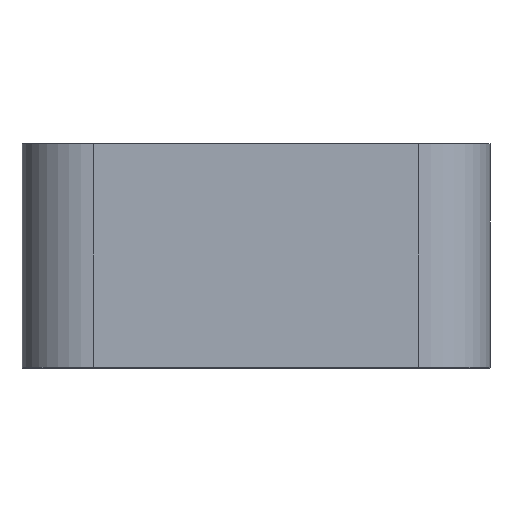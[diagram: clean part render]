
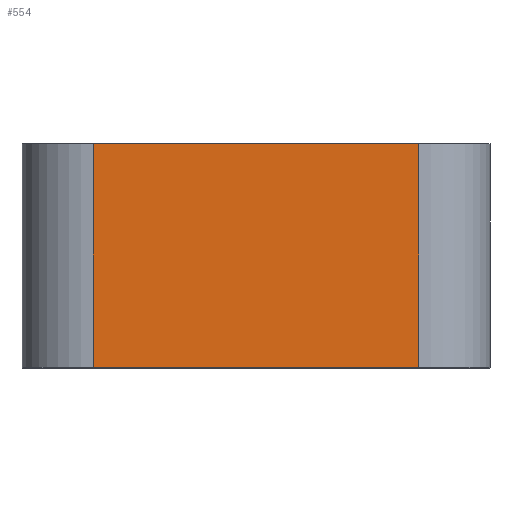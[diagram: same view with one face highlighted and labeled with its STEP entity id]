
A CAD part, top view. The second image highlights one B-rep face of the part: STEP entity #554.
In plain terms, the highlighted planar face has unit normal (0, 0, 1).
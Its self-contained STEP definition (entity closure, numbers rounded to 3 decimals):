
#389=CARTESIAN_POINT('Vertex',(-16.,11.,3.)) ;
#416=CARTESIAN_POINT('Line Origine',(-16.,0.,3.)) ;
#420=CARTESIAN_POINT('Vertex',(-16.,-11.,3.)) ;
#516=CARTESIAN_POINT('Vertex',(16.,-11.,3.)) ;
#519=CARTESIAN_POINT('Line Origine',(0.,-11.,3.)) ;
#531=CARTESIAN_POINT('Axis2P3D Location',(0.,0.,3.)) ;
#536=CARTESIAN_POINT('Line Origine',(0.,11.,3.)) ;
#540=CARTESIAN_POINT('Vertex',(16.,11.,3.)) ;
#543=CARTESIAN_POINT('Line Origine',(16.,0.,3.)) ;
#417=DIRECTION('Vector Direction',(0.,-1.,0.)) ;
#520=DIRECTION('Vector Direction',(1.,0.,0.)) ;
#532=DIRECTION('Axis2P3D Direction',(0.,0.,1.)) ;
#533=DIRECTION('Axis2P3D XDirection',(1.,0.,0.)) ;
#537=DIRECTION('Vector Direction',(1.,0.,0.)) ;
#544=DIRECTION('Vector Direction',(0.,1.,0.)) ;
#534=AXIS2_PLACEMENT_3D('Plane Axis2P3D',#531,#532,#533) ;
#549=ORIENTED_EDGE('',*,*,#542,.T.) ;
#550=ORIENTED_EDGE('',*,*,#422,.T.) ;
#551=ORIENTED_EDGE('',*,*,#523,.T.) ;
#552=ORIENTED_EDGE('',*,*,#547,.T.) ;
#418=VECTOR('Line Direction',#417,1.) ;
#521=VECTOR('Line Direction',#520,1.) ;
#538=VECTOR('Line Direction',#537,1.) ;
#545=VECTOR('Line Direction',#544,1.) ;
#554=ADVANCED_FACE('Hauptk\X2\00F6\X0\rper',(#553),#535,.T.) ;
#422=EDGE_CURVE('',#390,#421,#419,.T.) ;
#523=EDGE_CURVE('',#421,#517,#522,.T.) ;
#542=EDGE_CURVE('',#541,#390,#539,.F.) ;
#547=EDGE_CURVE('',#517,#541,#546,.T.) ;
#548=EDGE_LOOP('',(#549,#550,#551,#552)) ;
#553=FACE_OUTER_BOUND('',#548,.T.) ;
#419=LINE('Line',#416,#418) ;
#522=LINE('Line',#519,#521) ;
#539=LINE('Line',#536,#538) ;
#546=LINE('Line',#543,#545) ;
#535=PLANE('',#534) ;
#390=VERTEX_POINT('',#389) ;
#421=VERTEX_POINT('',#420) ;
#517=VERTEX_POINT('',#516) ;
#541=VERTEX_POINT('',#540) ;
